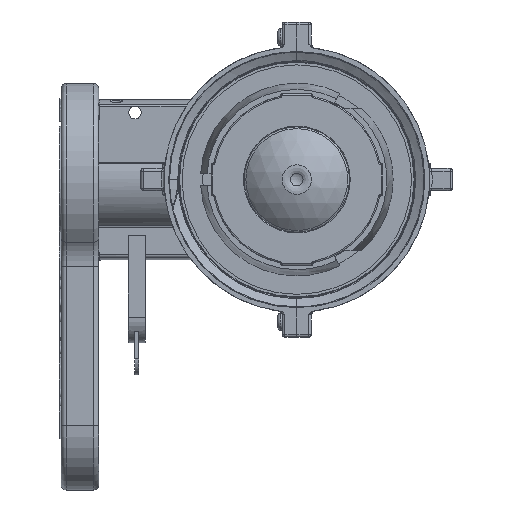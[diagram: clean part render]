
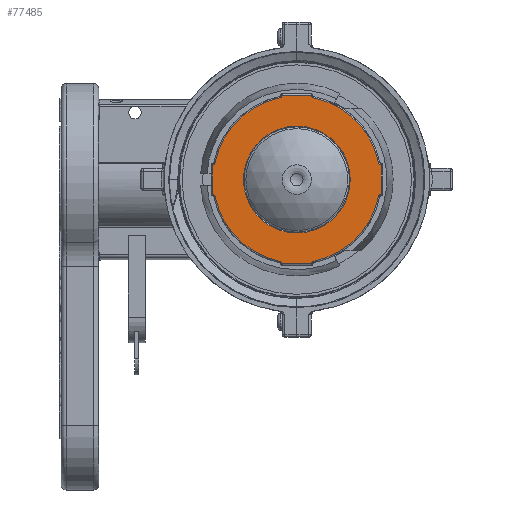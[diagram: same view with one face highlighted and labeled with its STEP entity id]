
A CAD part, left-side view. The second image highlights one B-rep face of the part: STEP entity #77485.
In plain terms, the highlighted face is planar.
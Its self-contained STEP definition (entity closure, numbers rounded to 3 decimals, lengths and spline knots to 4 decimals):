
#1361=LINE('',#122250,#8342);
#1362=LINE('',#122260,#8343);
#1363=LINE('',#122271,#8344);
#1364=LINE('',#122277,#8345);
#1365=LINE('',#122293,#8346);
#1366=LINE('',#122298,#8347);
#1367=LINE('',#122315,#8348);
#1368=LINE('',#122319,#8349);
#1369=LINE('',#122325,#8350);
#1370=LINE('',#122332,#8351);
#1371=LINE('',#122348,#8352);
#1372=LINE('',#122354,#8353);
#8342=VECTOR('',#91841,0.0006);
#8343=VECTOR('',#91854,0.0006);
#8344=VECTOR('',#91871,0.345);
#8345=VECTOR('',#91878,0.0006);
#8346=VECTOR('',#91903,0.0006);
#8347=VECTOR('',#91910,0.345);
#8348=VECTOR('',#91935,0.0006);
#8349=VECTOR('',#91940,0.0006);
#8350=VECTOR('',#91949,0.345);
#8351=VECTOR('',#91960,0.0006);
#8352=VECTOR('',#91983,0.0006);
#8353=VECTOR('',#91994,0.345);
#18650=FACE_BOUND('',#24675,.T.);
#20060=FACE_OUTER_BOUND('',#24674,.T.);
#24674=EDGE_LOOP('',(#55804,#55805,#55806,#55807,#55808,#55809,#55810,#55811,
#55812,#55813,#55814,#55815,#55816,#55817,#55818,#55819,#55820,#55821,#55822,
#55823,#55824,#55825,#55826,#55827));
#24675=EDGE_LOOP('',(#55828));
#29236=CIRCLE('',#82627,0.03);
#29240=CIRCLE('',#82633,0.03);
#29241=CIRCLE('',#82635,0.975);
#29247=CIRCLE('',#82644,0.03);
#29250=CIRCLE('',#82648,0.975);
#29252=CIRCLE('',#82651,0.03);
#29257=CIRCLE('',#82659,0.975);
#29260=CIRCLE('',#82663,0.03);
#29262=CIRCLE('',#82666,0.03);
#29270=CIRCLE('',#82682,0.03);
#29272=CIRCLE('',#82685,0.975);
#29274=CIRCLE('',#82688,0.03);
#29278=CIRCLE('',#82701,0.6238);
#32709=VERTEX_POINT('',#122246);
#32710=VERTEX_POINT('',#122248);
#32711=VERTEX_POINT('',#122252);
#32712=VERTEX_POINT('',#122256);
#32713=VERTEX_POINT('',#122258);
#32714=VERTEX_POINT('',#122262);
#32715=VERTEX_POINT('',#122268);
#32716=VERTEX_POINT('',#122273);
#32717=VERTEX_POINT('',#122275);
#32718=VERTEX_POINT('',#122279);
#32719=VERTEX_POINT('',#122284);
#32720=VERTEX_POINT('',#122288);
#32721=VERTEX_POINT('',#122295);
#32722=VERTEX_POINT('',#122300);
#32723=VERTEX_POINT('',#122302);
#32724=VERTEX_POINT('',#122306);
#32725=VERTEX_POINT('',#122310);
#32726=VERTEX_POINT('',#122317);
#32727=VERTEX_POINT('',#122322);
#32728=VERTEX_POINT('',#122329);
#32729=VERTEX_POINT('',#122334);
#32730=VERTEX_POINT('',#122338);
#32731=VERTEX_POINT('',#122342);
#32732=VERTEX_POINT('',#122346);
#32733=VERTEX_POINT('',#122360);
#41394=EDGE_CURVE('',#32710,#32709,#1361,.T.);
#41396=EDGE_CURVE('',#32709,#32711,#29236,.T.);
#41399=EDGE_CURVE('',#32713,#32712,#1362,.T.);
#41401=EDGE_CURVE('',#32714,#32713,#29240,.T.);
#41402=EDGE_CURVE('',#32711,#32714,#29241,.T.);
#41405=EDGE_CURVE('',#32712,#32715,#1363,.T.);
#41408=EDGE_CURVE('',#32717,#32716,#1364,.T.);
#41410=EDGE_CURVE('',#32718,#32717,#29247,.T.);
#41413=EDGE_CURVE('',#32719,#32718,#29250,.T.);
#41415=EDGE_CURVE('',#32720,#32719,#29252,.T.);
#41417=EDGE_CURVE('',#32715,#32720,#1365,.T.);
#41420=EDGE_CURVE('',#32716,#32721,#1366,.T.);
#41422=EDGE_CURVE('',#32722,#32723,#29257,.T.);
#41425=EDGE_CURVE('',#32724,#32722,#29260,.T.);
#41427=EDGE_CURVE('',#32723,#32725,#29262,.T.);
#41429=EDGE_CURVE('',#32721,#32724,#1367,.T.);
#41431=EDGE_CURVE('',#32725,#32726,#1368,.T.);
#41434=EDGE_CURVE('',#32726,#32727,#1369,.T.);
#41437=EDGE_CURVE('',#32727,#32728,#1370,.T.);
#41439=EDGE_CURVE('',#32728,#32729,#29270,.T.);
#41441=EDGE_CURVE('',#32729,#32730,#29272,.T.);
#41443=EDGE_CURVE('',#32730,#32731,#29274,.T.);
#41445=EDGE_CURVE('',#32731,#32732,#1371,.T.);
#41448=EDGE_CURVE('',#32732,#32710,#1372,.T.);
#41449=EDGE_CURVE('',#32733,#32733,#29278,.T.);
#55804=ORIENTED_EDGE('',*,*,#41422,.F.);
#55805=ORIENTED_EDGE('',*,*,#41425,.F.);
#55806=ORIENTED_EDGE('',*,*,#41429,.F.);
#55807=ORIENTED_EDGE('',*,*,#41420,.F.);
#55808=ORIENTED_EDGE('',*,*,#41408,.F.);
#55809=ORIENTED_EDGE('',*,*,#41410,.F.);
#55810=ORIENTED_EDGE('',*,*,#41413,.F.);
#55811=ORIENTED_EDGE('',*,*,#41415,.F.);
#55812=ORIENTED_EDGE('',*,*,#41417,.F.);
#55813=ORIENTED_EDGE('',*,*,#41405,.F.);
#55814=ORIENTED_EDGE('',*,*,#41399,.F.);
#55815=ORIENTED_EDGE('',*,*,#41401,.F.);
#55816=ORIENTED_EDGE('',*,*,#41402,.F.);
#55817=ORIENTED_EDGE('',*,*,#41396,.F.);
#55818=ORIENTED_EDGE('',*,*,#41394,.F.);
#55819=ORIENTED_EDGE('',*,*,#41448,.F.);
#55820=ORIENTED_EDGE('',*,*,#41445,.F.);
#55821=ORIENTED_EDGE('',*,*,#41443,.F.);
#55822=ORIENTED_EDGE('',*,*,#41441,.F.);
#55823=ORIENTED_EDGE('',*,*,#41439,.F.);
#55824=ORIENTED_EDGE('',*,*,#41437,.F.);
#55825=ORIENTED_EDGE('',*,*,#41434,.F.);
#55826=ORIENTED_EDGE('',*,*,#41431,.F.);
#55827=ORIENTED_EDGE('',*,*,#41427,.F.);
#55828=ORIENTED_EDGE('',*,*,#41449,.F.);
#74556=PLANE('',#82700);
#77485=ADVANCED_FACE('',(#20060,#18650),#74556,.T.);
#82627=AXIS2_PLACEMENT_3D('',#122254,#91846,#91847);
#82633=AXIS2_PLACEMENT_3D('',#122264,#91859,#91860);
#82635=AXIS2_PLACEMENT_3D('',#122266,#91863,#91864);
#82644=AXIS2_PLACEMENT_3D('',#122281,#91883,#91884);
#82648=AXIS2_PLACEMENT_3D('',#122286,#91891,#91892);
#82651=AXIS2_PLACEMENT_3D('',#122290,#91897,#91898);
#82659=AXIS2_PLACEMENT_3D('',#122303,#91915,#91916);
#82663=AXIS2_PLACEMENT_3D('',#122308,#91923,#91924);
#82666=AXIS2_PLACEMENT_3D('',#122312,#91929,#91930);
#82682=AXIS2_PLACEMENT_3D('',#122336,#91965,#91966);
#82685=AXIS2_PLACEMENT_3D('',#122340,#91971,#91972);
#82688=AXIS2_PLACEMENT_3D('',#122344,#91977,#91978);
#82700=AXIS2_PLACEMENT_3D('',#122359,#92003,#92004);
#82701=AXIS2_PLACEMENT_3D('',#122361,#92005,#92006);
#91841=DIRECTION('',(0.,0.,-1.));
#91846=DIRECTION('center_axis',(0.,1.,0.));
#91847=DIRECTION('ref_axis',(0.775,0.,-0.632));
#91854=DIRECTION('',(-1.,0.,0.));
#91859=DIRECTION('center_axis',(0.,1.,0.));
#91860=DIRECTION('ref_axis',(0.632,0.,-0.775));
#91863=DIRECTION('center_axis',(0.,-1.,0.));
#91864=DIRECTION('ref_axis',(-0.707,0.,0.707));
#91871=DIRECTION('',(0.,0.,-1.));
#91878=DIRECTION('',(0.,0.,-1.));
#91883=DIRECTION('center_axis',(0.,1.,0.));
#91884=DIRECTION('ref_axis',(0.775,0.,0.632));
#91891=DIRECTION('center_axis',(0.,-1.,0.));
#91892=DIRECTION('ref_axis',(-0.707,0.,-0.707));
#91897=DIRECTION('center_axis',(0.,1.,0.));
#91898=DIRECTION('ref_axis',(0.632,0.,0.775));
#91903=DIRECTION('',(1.,0.,0.));
#91910=DIRECTION('',(1.,0.,0.));
#91915=DIRECTION('center_axis',(0.,-1.,0.));
#91916=DIRECTION('ref_axis',(0.707,0.,-0.707));
#91923=DIRECTION('center_axis',(0.,1.,0.));
#91924=DIRECTION('ref_axis',(-0.775,0.,0.632));
#91929=DIRECTION('center_axis',(0.,1.,0.));
#91930=DIRECTION('ref_axis',(-0.632,0.,0.775));
#91935=DIRECTION('',(0.,0.,1.));
#91940=DIRECTION('',(1.,0.,0.));
#91949=DIRECTION('',(0.,0.,1.));
#91960=DIRECTION('',(-1.,0.,0.));
#91965=DIRECTION('center_axis',(0.,1.,0.));
#91966=DIRECTION('ref_axis',(-0.632,0.,-0.775));
#91971=DIRECTION('center_axis',(0.,-1.,0.));
#91972=DIRECTION('ref_axis',(0.707,0.,0.707));
#91977=DIRECTION('center_axis',(0.,1.,0.));
#91978=DIRECTION('ref_axis',(-0.775,0.,-0.632));
#91983=DIRECTION('',(0.,0.,1.));
#91994=DIRECTION('',(-1.,0.,0.));
#92003=DIRECTION('center_axis',(0.,1.,0.));
#92004=DIRECTION('ref_axis',(0.,0.,1.));
#92005=DIRECTION('center_axis',(0.,1.,0.));
#92006=DIRECTION('ref_axis',(-1.,0.,0.));
#122246=CARTESIAN_POINT('',(-0.1725,1.,0.9844));
#122248=CARTESIAN_POINT('',(-0.1725,1.,0.985));
#122250=CARTESIAN_POINT('',(-0.1725,1.,0.486));
#122252=CARTESIAN_POINT('',(-0.1965,1.,0.955));
#122254=CARTESIAN_POINT('Origin',(-0.2025,1.,0.9844));
#122256=CARTESIAN_POINT('',(-0.985,1.,0.1725));
#122258=CARTESIAN_POINT('',(-0.9844,1.,0.1725));
#122260=CARTESIAN_POINT('',(-0.1041,1.,0.1725));
#122262=CARTESIAN_POINT('',(-0.955,1.,0.1965));
#122264=CARTESIAN_POINT('Origin',(-0.9844,1.,0.2025));
#122266=CARTESIAN_POINT('Origin',(0.,1.,0.));
#122268=CARTESIAN_POINT('',(-0.985,1.,-0.1725));
#122271=CARTESIAN_POINT('',(-0.985,1.,-0.0938));
#122273=CARTESIAN_POINT('',(-0.1725,1.,-0.985));
#122275=CARTESIAN_POINT('',(-0.1725,1.,-0.9844));
#122277=CARTESIAN_POINT('',(-0.1725,1.,-0.5));
#122279=CARTESIAN_POINT('',(-0.1965,1.,-0.955));
#122281=CARTESIAN_POINT('Origin',(-0.2025,1.,-0.9844));
#122284=CARTESIAN_POINT('',(-0.955,1.,-0.1965));
#122286=CARTESIAN_POINT('Origin',(0.,1.,0.));
#122288=CARTESIAN_POINT('',(-0.9844,1.,-0.1725));
#122290=CARTESIAN_POINT('Origin',(-0.9844,1.,-0.2025));
#122293=CARTESIAN_POINT('',(-0.0901,1.,-0.1725));
#122295=CARTESIAN_POINT('',(0.1725,1.,-0.985));
#122298=CARTESIAN_POINT('',(0.4897,1.,-0.985));
#122300=CARTESIAN_POINT('',(0.1965,1.,-0.955));
#122302=CARTESIAN_POINT('',(0.955,1.,-0.1965));
#122303=CARTESIAN_POINT('Origin',(0.,1.,0.));
#122306=CARTESIAN_POINT('',(0.1725,1.,-0.9844));
#122308=CARTESIAN_POINT('Origin',(0.2025,1.,-0.9844));
#122310=CARTESIAN_POINT('',(0.9844,1.,-0.1725));
#122312=CARTESIAN_POINT('Origin',(0.9844,1.,-0.2025));
#122315=CARTESIAN_POINT('',(0.1725,1.,-0.486));
#122317=CARTESIAN_POINT('',(0.985,1.,-0.1725));
#122319=CARTESIAN_POINT('',(0.8959,1.,-0.1725));
#122322=CARTESIAN_POINT('',(0.985,1.,0.1725));
#122325=CARTESIAN_POINT('',(0.985,1.,0.0938));
#122329=CARTESIAN_POINT('',(0.9844,1.,0.1725));
#122332=CARTESIAN_POINT('',(0.882,1.,0.1725));
#122334=CARTESIAN_POINT('',(0.955,1.,0.1965));
#122336=CARTESIAN_POINT('Origin',(0.9844,1.,0.2025));
#122338=CARTESIAN_POINT('',(0.1965,1.,0.955));
#122340=CARTESIAN_POINT('Origin',(0.,1.,0.));
#122342=CARTESIAN_POINT('',(0.1725,1.,0.9844));
#122344=CARTESIAN_POINT('Origin',(0.2025,1.,0.9844));
#122346=CARTESIAN_POINT('',(0.1725,1.,0.985));
#122348=CARTESIAN_POINT('',(0.1725,1.,0.5));
#122354=CARTESIAN_POINT('',(0.3022,1.,0.985));
#122359=CARTESIAN_POINT('Origin',(0.7919,1.,0.));
#122360=CARTESIAN_POINT('',(0.6238,1.,0.));
#122361=CARTESIAN_POINT('Origin',(0.,1.,0.));
